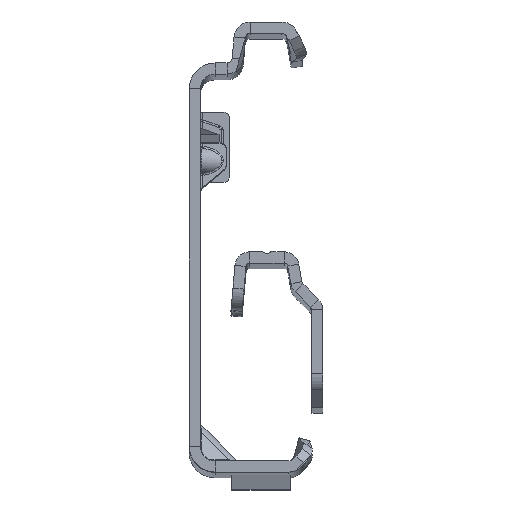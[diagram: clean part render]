
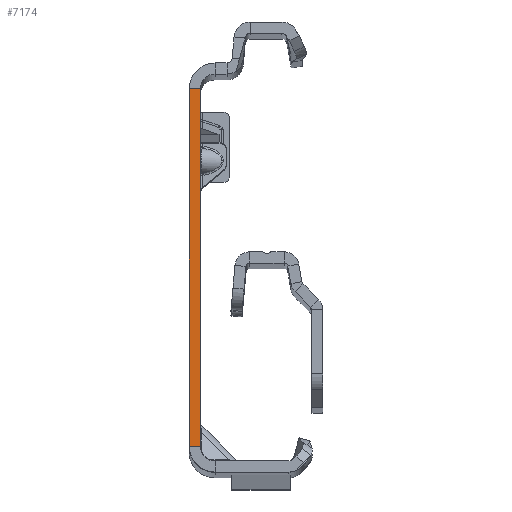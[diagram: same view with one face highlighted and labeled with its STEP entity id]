
A CAD part, top view. The second image highlights one B-rep face of the part: STEP entity #7174.
In plain terms, the highlighted planar face has unit normal (0, 0, 1).
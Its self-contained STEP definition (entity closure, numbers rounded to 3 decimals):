
#70 = DIRECTION ( 'NONE',  ( -1., 0., 0. ) ) ;
#862 = CARTESIAN_POINT ( 'NONE',  ( -1.5, 22.135, 0. ) ) ;
#2417 = ORIENTED_EDGE ( 'NONE', *, *, #3605, .T. ) ;
#3179 = LINE ( 'NONE', #6636, #11992 ) ;
#3605 = EDGE_CURVE ( 'NONE', #5052, #9838, #3179, .T. ) ;
#4672 = CARTESIAN_POINT ( 'NONE',  ( 0., -25.865, 0. ) ) ;
#5052 = VERTEX_POINT ( 'NONE', #862 ) ;
#5427 = PLANE ( 'NONE',  #14081 ) ;
#6276 = VERTEX_POINT ( 'NONE', #9980 ) ;
#6371 = EDGE_LOOP ( 'NONE', ( #8021, #12848, #2417, #9665 ) ) ;
#6539 = CARTESIAN_POINT ( 'NONE',  ( 0., -27.865, 0. ) ) ;
#6636 = CARTESIAN_POINT ( 'NONE',  ( -1.5, -27.865, 0. ) ) ;
#6711 = DIRECTION ( 'NONE',  ( 0., -1., 0. ) ) ;
#6833 = FACE_OUTER_BOUND ( 'NONE', #6371, .T. ) ;
#7174 = ADVANCED_FACE ( 'NONE', ( #6833 ), #5427, .T. ) ;
#7798 = DIRECTION ( 'NONE',  ( 0., 0., 1. ) ) ;
#7875 = VECTOR ( 'NONE', #10023, 1000. ) ;
#8021 = ORIENTED_EDGE ( 'NONE', *, *, #8139, .F. ) ;
#8139 = EDGE_CURVE ( 'NONE', #10330, #6276, #14991, .T. ) ;
#9116 = CARTESIAN_POINT ( 'NONE',  ( 0., 22.135, 0. ) ) ;
#9665 = ORIENTED_EDGE ( 'NONE', *, *, #10755, .F. ) ;
#9838 = VERTEX_POINT ( 'NONE', #12189 ) ;
#9980 = CARTESIAN_POINT ( 'NONE',  ( 0., -25.865, 0. ) ) ;
#10023 = DIRECTION ( 'NONE',  ( 0., -1., 0. ) ) ;
#10159 = EDGE_CURVE ( 'NONE', #10330, #5052, #11015, .T. ) ;
#10330 = VERTEX_POINT ( 'NONE', #9116 ) ;
#10683 = VECTOR ( 'NONE', #14306, 1000. ) ;
#10755 = EDGE_CURVE ( 'NONE', #6276, #9838, #15484, .T. ) ;
#10859 = CARTESIAN_POINT ( 'NONE',  ( 0., 22.135, 0. ) ) ;
#11015 = LINE ( 'NONE', #10859, #11217 ) ;
#11217 = VECTOR ( 'NONE', #70, 1000. ) ;
#11992 = VECTOR ( 'NONE', #6711, 1000. ) ;
#12189 = CARTESIAN_POINT ( 'NONE',  ( -1.5, -25.865, 0. ) ) ;
#12848 = ORIENTED_EDGE ( 'NONE', *, *, #10159, .T. ) ;
#13882 = DIRECTION ( 'NONE',  ( 1., 0., 0. ) ) ;
#14081 = AXIS2_PLACEMENT_3D ( 'NONE', #15062, #7798, #13882 ) ;
#14306 = DIRECTION ( 'NONE',  ( -1., 0., 0. ) ) ;
#14991 = LINE ( 'NONE', #6539, #7875 ) ;
#15062 = CARTESIAN_POINT ( 'NONE',  ( -1.5, -27.865, 0. ) ) ;
#15484 = LINE ( 'NONE', #4672, #10683 ) ;
